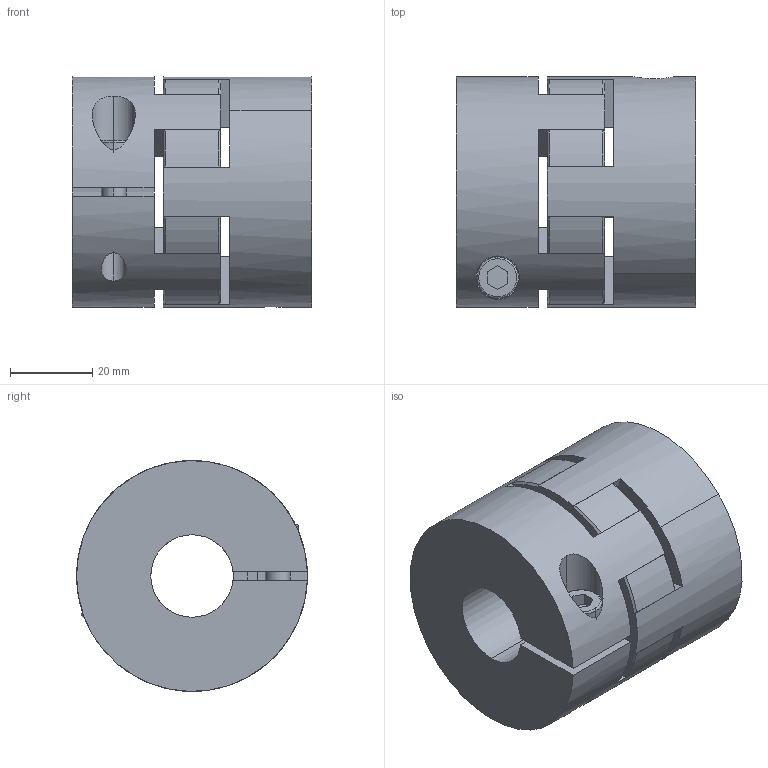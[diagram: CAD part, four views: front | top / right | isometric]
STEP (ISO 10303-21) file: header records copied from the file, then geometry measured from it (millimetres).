
FILE_DESCRIPTION(('STEP AP214'),'1');
FILE_NAME('cctmp_46C6D5D3-5BBE-4716-8289-E192647E1A8F_2023_06_14_10_45_39_0296..stp','2023-06-14T08:45:39',('R+W Antriebselemente GmbH'),('CADClick - www.CADClick.com'),'Spatial InterOp 3D',' ','unknown authorization');
FILE_SCHEMA(('AUTOMOTIVE_DESIGN'));
Length unit declared in the file: millimetre
Products named in the file (4): cc_unnamed; EKL/60/58/B/20/20_2; EKL/60/58/B/20/20_1; EKL/60/58/B/20/20
Assembly tree (3 placements, depth 2):
  cc_unnamed
    EKL/60/58/B/20/20_2
    EKL/60/58/B/20/20_1
    EKL/60/58/B/20/20
Bounding box: 58 x 55.98 x 56 mm (x, y, z)
Volume: 110679 mm3; surface area: 34081.8 mm2
Topology: 3 solids, 3 shells, 150 faces, 398 edges, 264 vertices
Faces by surface type: plane 72, cylinder 58, cone 16, torus 4
Entity records: 6303 total; most frequent: CARTESIAN_POINT 1116, DIRECTION 846, ORIENTED_EDGE 796, EDGE_CURVE 398, AXIS2_PLACEMENT_3D 302, VERTEX_POINT 264, LINE 242, VECTOR 242
